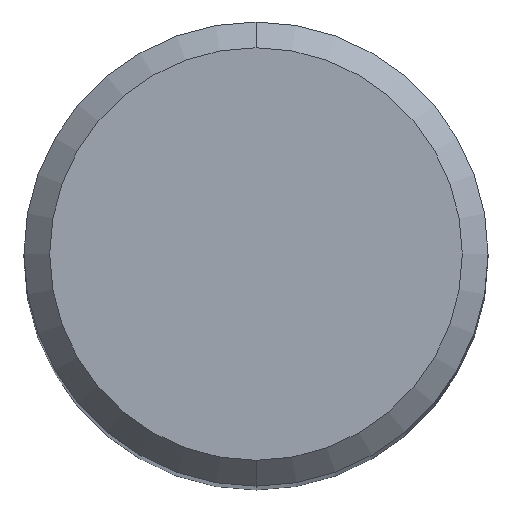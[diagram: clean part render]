
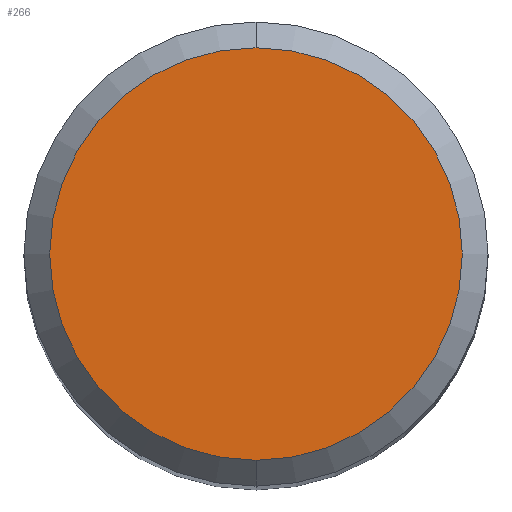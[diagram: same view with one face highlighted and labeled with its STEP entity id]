
A CAD part, top view. The second image highlights one B-rep face of the part: STEP entity #266.
In plain terms, the highlighted planar face has unit normal (0, 0, 1).
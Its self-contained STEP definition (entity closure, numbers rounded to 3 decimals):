
#238=EDGE_CURVE('',#262,#278,#542,.T.);
#262=VERTEX_POINT('',#571);
#266=ADVANCED_FACE('',(#575),#576,.T.);
#278=VERTEX_POINT('',#588);
#318=EDGE_CURVE('',#278,#262,#633,.T.);
#542=CIRCLE('',#933,4.0);
#571=CARTESIAN_POINT('',(0.,-4.0,0.0));
#575=FACE_OUTER_BOUND('',#999,.T.);
#576=PLANE('',#1000);
#588=CARTESIAN_POINT('',(0.0,4.0,0.0));
#633=CIRCLE('',#1141,4.0);
#933=AXIS2_PLACEMENT_3D('',#1520,#1521,#1522);
#999=EDGE_LOOP('',(#1572,#1573));
#1000=AXIS2_PLACEMENT_3D('',#1574,#1575,#1576);
#1141=AXIS2_PLACEMENT_3D('',#1635,#1636,#1637);
#1520=CARTESIAN_POINT('',(0.0,0.0,0.0));
#1521=DIRECTION('',(0.0,0.0,-1.0));
#1522=DIRECTION('',(0.0,1.0,0.0));
#1572=ORIENTED_EDGE('',*,*,#318,.F.);
#1573=ORIENTED_EDGE('',*,*,#238,.F.);
#1574=CARTESIAN_POINT('',(0.0,2.0,0.0));
#1575=DIRECTION('',(-0.0,0.0,1.0));
#1576=DIRECTION('',(0.0,-1.0,0.0));
#1635=CARTESIAN_POINT('',(0.0,0.0,0.0));
#1636=DIRECTION('',(0.0,0.0,-1.0));
#1637=DIRECTION('',(0.0,1.0,0.0));
